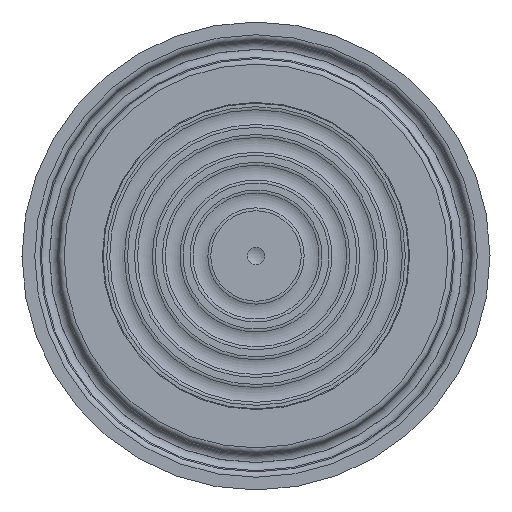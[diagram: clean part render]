
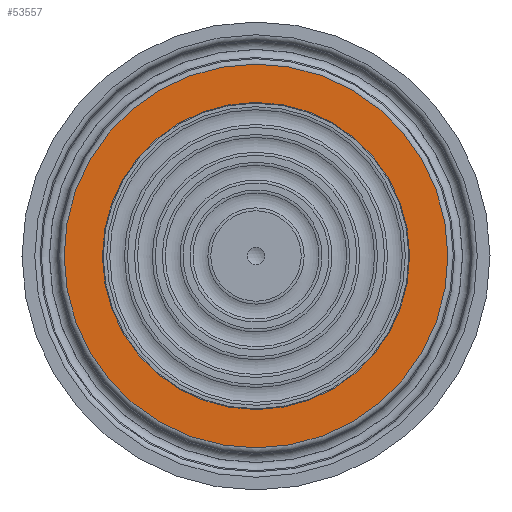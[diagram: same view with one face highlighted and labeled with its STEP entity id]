
A CAD part, left-side view. The second image highlights one B-rep face of the part: STEP entity #53557.
In plain terms, the highlighted planar face has unit normal (-1, 0, 0).
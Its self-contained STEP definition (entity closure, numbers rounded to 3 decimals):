
#1105=FACE_BOUND('',#8720,.T.);
#3072=PLANE('',#57752);
#5865=FACE_OUTER_BOUND('',#8719,.T.);
#8719=EDGE_LOOP('',(#49838));
#8720=EDGE_LOOP('',(#49839));
#9637=CIRCLE('',#57749,21.);
#9639=CIRCLE('',#57753,26.242);
#25615=VERTEX_POINT('',#120046);
#25617=VERTEX_POINT('',#120053);
#33700=EDGE_CURVE('',#25615,#25615,#9637,.T.);
#33703=EDGE_CURVE('',#25617,#25617,#9639,.T.);
#49838=ORIENTED_EDGE('',*,*,#33703,.F.);
#49839=ORIENTED_EDGE('',*,*,#33700,.T.);
#53557=ADVANCED_FACE('',(#5865,#1105),#3072,.T.);
#57749=AXIS2_PLACEMENT_3D('',#120047,#70299,#70300);
#57752=AXIS2_PLACEMENT_3D('',#120052,#70306,#70307);
#57753=AXIS2_PLACEMENT_3D('',#120054,#70308,#70309);
#70299=DIRECTION('center_axis',(1.,0.,0.));
#70300=DIRECTION('ref_axis',(0.,1.,0.));
#70306=DIRECTION('center_axis',(-1.,0.,0.));
#70307=DIRECTION('ref_axis',(0.,0.,1.));
#70308=DIRECTION('center_axis',(1.,0.,0.));
#70309=DIRECTION('ref_axis',(0.,0.,-1.));
#120046=CARTESIAN_POINT('',(0.,-21.,0.));
#120047=CARTESIAN_POINT('Origin',(0.,0.,
0.));
#120052=CARTESIAN_POINT('Origin',(0.,26.242,
0.));
#120053=CARTESIAN_POINT('',(0.,0.,
26.242));
#120054=CARTESIAN_POINT('Origin',(0.,0.,
0.));
